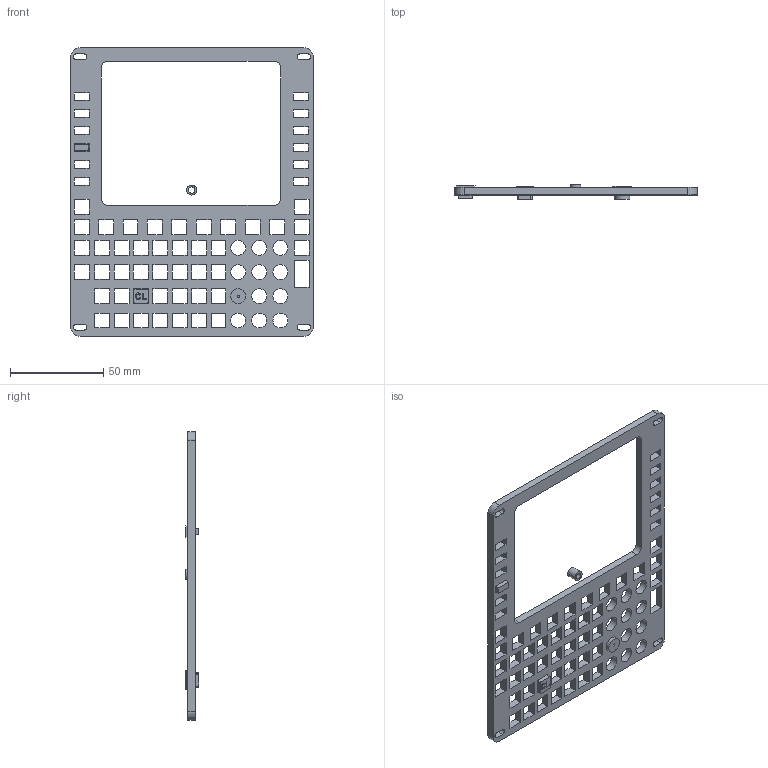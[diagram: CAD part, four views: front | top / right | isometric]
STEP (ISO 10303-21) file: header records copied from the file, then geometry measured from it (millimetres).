
FILE_DESCRIPTION(/* description */ (''),/* implementation_level */ '2;1');
FILE_NAME(/* name */ 'CJ4-CDU v23.step',/* time_stamp */ '2024-02-16T21:58:34+01:00',/* author */ (''),/* organization */ (''),/* preprocessor_version */ 'ST-DEVELOPER v19.2',/* originating_system */ 'Autodesk Translation Framework v12.4.0.73',/* authorisation */ '');
FILE_SCHEMA (('AUTOMOTIVE_DESIGN { 1 0 10303 214 3 1 1 }'));
Length unit declared in the file: millimetre
Products named in the file (6): CJ4-CDU; FrontPanel; Button Square; ButtonRound; ButtonSmall; Spacer
Assembly tree (5 placements, depth 2):
  CJ4-CDU
    FrontPanel
    Button Square
    ButtonRound
    ButtonSmall
    Spacer
Bounding box: 130 x 7.5 x 155 mm (x, y, z)
Volume: 36202.9 mm3; surface area: 30799.2 mm2
Topology: 5 solids, 5 shells, 339 faces, 969 edges, 646 vertices
Faces by surface type: plane 288, cylinder 35, bspline 16
Full cylindrical faces by diameter (mm): 3.4 x1, 5.4 x1, 8 x13
Entity records: 11530 total; most frequent: CARTESIAN_POINT 2237, ORIENTED_EDGE 1938, DIRECTION 1675, EDGE_CURVE 969, LINE 867, VECTOR 867, VERTEX_POINT 646, EDGE_LOOP 493
